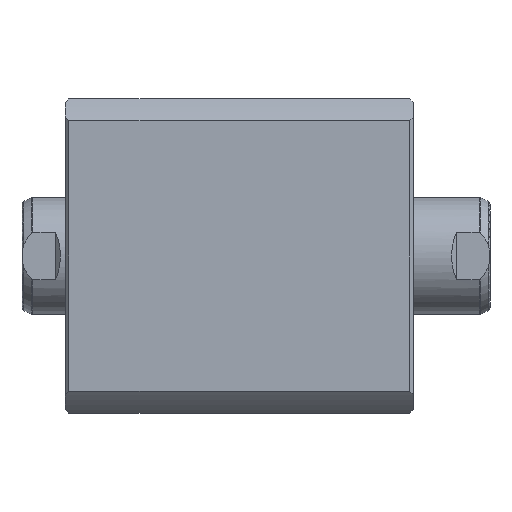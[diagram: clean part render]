
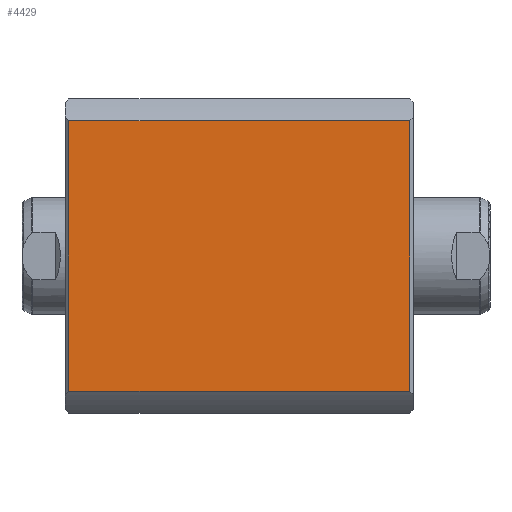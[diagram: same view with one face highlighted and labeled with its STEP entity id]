
A CAD part, left-side view. The second image highlights one B-rep face of the part: STEP entity #4429.
In plain terms, the highlighted planar face has unit normal (-1, 0, 0).
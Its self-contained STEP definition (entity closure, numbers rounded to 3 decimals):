
#295 = VERTEX_POINT ( 'NONE', #6824 ) ;
#591 = PLANE ( 'NONE',  #13059 ) ;
#1698 = ORIENTED_EDGE ( 'NONE', *, *, #9056, .F. ) ;
#2233 = DIRECTION ( 'NONE',  ( 0., 0., -1. ) ) ;
#2359 = CARTESIAN_POINT ( 'NONE',  ( -47., 47., 1. ) ) ;
#2671 = LINE ( 'NONE', #9450, #13305 ) ;
#2713 = LINE ( 'NONE', #6322, #8211 ) ;
#2742 = DIRECTION ( 'NONE',  ( 0., 1., 0. ) ) ;
#3433 = CARTESIAN_POINT ( 'NONE',  ( -47., -40.435, 103. ) ) ;
#3809 = CARTESIAN_POINT ( 'NONE',  ( -47., 40.435, 103. ) ) ;
#4332 = VERTEX_POINT ( 'NONE', #3433 ) ;
#4429 = ADVANCED_FACE ( 'NONE', ( #8820 ), #591, .F. ) ;
#4808 = LINE ( 'NONE', #2359, #7234 ) ;
#5522 = VECTOR ( 'NONE', #13014, 1000. ) ;
#5611 = ORIENTED_EDGE ( 'NONE', *, *, #10610, .T. ) ;
#5653 = VERTEX_POINT ( 'NONE', #8899 ) ;
#6322 = CARTESIAN_POINT ( 'NONE',  ( -47., 47., 103. ) ) ;
#6824 = CARTESIAN_POINT ( 'NONE',  ( -47., 40.435, 1. ) ) ;
#6841 = CARTESIAN_POINT ( 'NONE',  ( -47., 40.435, 300. ) ) ;
#7234 = VECTOR ( 'NONE', #8551, 1000. ) ;
#8211 = VECTOR ( 'NONE', #12502, 1000. ) ;
#8551 = DIRECTION ( 'NONE',  ( 0., -1., 0. ) ) ;
#8820 = FACE_OUTER_BOUND ( 'NONE', #10145, .T. ) ;
#8899 = CARTESIAN_POINT ( 'NONE',  ( -47., -40.435, 1. ) ) ;
#8928 = DIRECTION ( 'NONE',  ( 1., 0., 0. ) ) ;
#9056 = EDGE_CURVE ( 'NONE', #295, #10841, #11023, .T. ) ;
#9450 = CARTESIAN_POINT ( 'NONE',  ( -47., -40.435, 300. ) ) ;
#10145 = EDGE_LOOP ( 'NONE', ( #12523, #13258, #1698, #5611 ) ) ;
#10539 = EDGE_CURVE ( 'NONE', #4332, #10841, #2713, .T. ) ;
#10610 = EDGE_CURVE ( 'NONE', #295, #5653, #4808, .T. ) ;
#10841 = VERTEX_POINT ( 'NONE', #3809 ) ;
#10949 = CARTESIAN_POINT ( 'NONE',  ( -47., 47., 104. ) ) ;
#11023 = LINE ( 'NONE', #6841, #5522 ) ;
#12164 = EDGE_CURVE ( 'NONE', #4332, #5653, #2671, .T. ) ;
#12502 = DIRECTION ( 'NONE',  ( 0., 1., 0. ) ) ;
#12523 = ORIENTED_EDGE ( 'NONE', *, *, #12164, .F. ) ;
#13014 = DIRECTION ( 'NONE',  ( 0., 0., 1. ) ) ;
#13059 = AXIS2_PLACEMENT_3D ( 'NONE', #10949, #8928, #2742 ) ;
#13258 = ORIENTED_EDGE ( 'NONE', *, *, #10539, .T. ) ;
#13305 = VECTOR ( 'NONE', #2233, 1000. ) ;
